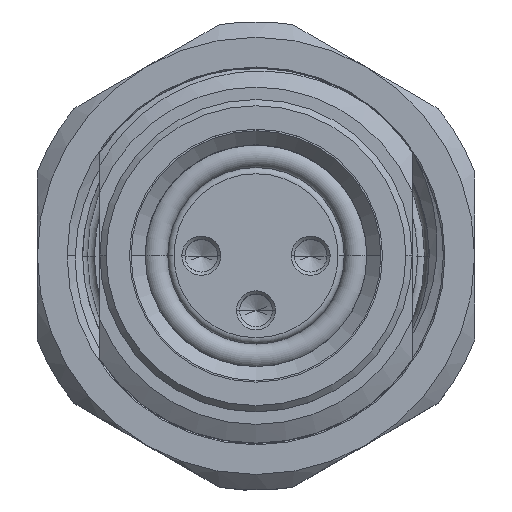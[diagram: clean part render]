
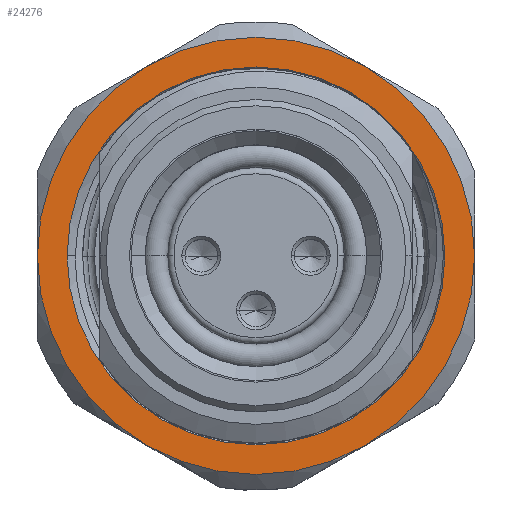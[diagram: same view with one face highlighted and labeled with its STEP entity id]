
A CAD part, top view. The second image highlights one B-rep face of the part: STEP entity #24276.
In plain terms, the highlighted planar face has unit normal (0, 0, 1).
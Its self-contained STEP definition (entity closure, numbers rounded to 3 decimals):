
#22874=CARTESIAN_POINT('',(0.,0.,2.2));
#22875=DIRECTION('',(0.,0.,-1.));
#22876=DIRECTION('',(-1.,0.,0.));
#22877=AXIS2_PLACEMENT_3D('',#22874,#22875,#22876);
#22879=CARTESIAN_POINT('',(0.,0.,2.2));
#22880=DIRECTION('',(0.,0.,-1.));
#22881=DIRECTION('',(1.,0.,0.));
#22882=AXIS2_PLACEMENT_3D('',#22879,#22880,#22881);
#22884=CARTESIAN_POINT('',(0.,0.,2.2));
#22885=DIRECTION('',(0.,0.,-1.));
#22886=DIRECTION('',(-0.5,-0.866,0.));
#22887=AXIS2_PLACEMENT_3D('',#22884,#22885,#22886);
#22889=CARTESIAN_POINT('',(0.,0.,2.2));
#22890=DIRECTION('',(0.,0.,-1.));
#22891=DIRECTION('',(-1.,0.,0.));
#22892=AXIS2_PLACEMENT_3D('',#22889,#22890,#22891);
#22894=CARTESIAN_POINT('',(0.,0.,2.2));
#22895=DIRECTION('',(0.,0.,-1.));
#22896=DIRECTION('',(0.5,0.866,0.));
#22897=AXIS2_PLACEMENT_3D('',#22894,#22895,#22896);
#22899=CARTESIAN_POINT('',(0.,0.,2.2));
#22900=DIRECTION('',(0.,0.,-1.));
#22901=DIRECTION('',(1.,0.,0.));
#22902=AXIS2_PLACEMENT_3D('',#22899,#22900,#22901);
#22909=CARTESIAN_POINT('',(0.,0.,2.2));
#22910=DIRECTION('',(0.,0.,1.));
#22911=DIRECTION('',(-0.5,-0.866,0.));
#22912=AXIS2_PLACEMENT_3D('',#22909,#22910,#22911);
#23201=CARTESIAN_POINT('',(0.,0.,2.2));
#23202=DIRECTION('',(0.,0.,1.));
#23203=DIRECTION('',(0.5,0.866,0.));
#23204=AXIS2_PLACEMENT_3D('',#23201,#23202,#23203);
#23436=CARTESIAN_POINT('',(-6.05,0.,2.2));
#23437=CARTESIAN_POINT('',(6.05,0.,2.2));
#23438=VERTEX_POINT('',#23436);
#23439=VERTEX_POINT('',#23437);
#23489=CARTESIAN_POINT('',(-3.5,-6.062,2.2));
#23490=CARTESIAN_POINT('',(-7.,0.,2.2));
#23491=VERTEX_POINT('',#23489);
#23492=VERTEX_POINT('',#23490);
#23493=CARTESIAN_POINT('',(-3.5,6.062,2.2));
#23494=VERTEX_POINT('',#23493);
#23495=CARTESIAN_POINT('',(3.5,6.062,2.2));
#23496=CARTESIAN_POINT('',(7.,0.,2.2));
#23497=VERTEX_POINT('',#23495);
#23498=VERTEX_POINT('',#23496);
#23499=CARTESIAN_POINT('',(3.5,-6.062,2.2));
#23500=VERTEX_POINT('',#23499);
#24253=CARTESIAN_POINT('',(0.,0.,2.2));
#24254=DIRECTION('',(0.,0.,1.));
#24255=DIRECTION('',(1.,0.,0.));
#24256=AXIS2_PLACEMENT_3D('',#24253,#24254,#24255);
#24257=PLANE('',#24256);
#24259=ORIENTED_EDGE('',*,*,#24258,.F.);
#24261=ORIENTED_EDGE('',*,*,#24260,.T.);
#24263=ORIENTED_EDGE('',*,*,#24262,.T.);
#24265=ORIENTED_EDGE('',*,*,#24264,.F.);
#24267=ORIENTED_EDGE('',*,*,#24266,.T.);
#24269=ORIENTED_EDGE('',*,*,#24268,.T.);
#24270=EDGE_LOOP('',(#24259,#24261,#24263,#24265,#24267,#24269));
#24271=FACE_OUTER_BOUND('',#24270,.F.);
#24272=ORIENTED_EDGE('',*,*,#23926,.F.);
#24273=ORIENTED_EDGE('',*,*,#24246,.F.);
#24274=EDGE_LOOP('',(#24272,#24273));
#24275=FACE_BOUND('',#24274,.F.);
#22878=CIRCLE('',#22877,6.05);
#22883=CIRCLE('',#22882,6.05);
#22888=CIRCLE('',#22887,7.);
#22893=CIRCLE('',#22892,7.);
#22898=CIRCLE('',#22897,7.);
#22903=CIRCLE('',#22902,7.);
#22913=CIRCLE('',#22912,7.);
#23205=CIRCLE('',#23204,7.);
#23926=EDGE_CURVE('',#23438,#23439,#22878,.T.);
#24246=EDGE_CURVE('',#23439,#23438,#22883,.T.);
#24258=EDGE_CURVE('',#23491,#23500,#22913,.T.);
#24260=EDGE_CURVE('',#23491,#23492,#22888,.T.);
#24262=EDGE_CURVE('',#23492,#23494,#22893,.T.);
#24264=EDGE_CURVE('',#23497,#23494,#23205,.T.);
#24266=EDGE_CURVE('',#23497,#23498,#22898,.T.);
#24268=EDGE_CURVE('',#23498,#23500,#22903,.T.);
#24276=ADVANCED_FACE('',(#24271,#24275),#24257,.T.);
